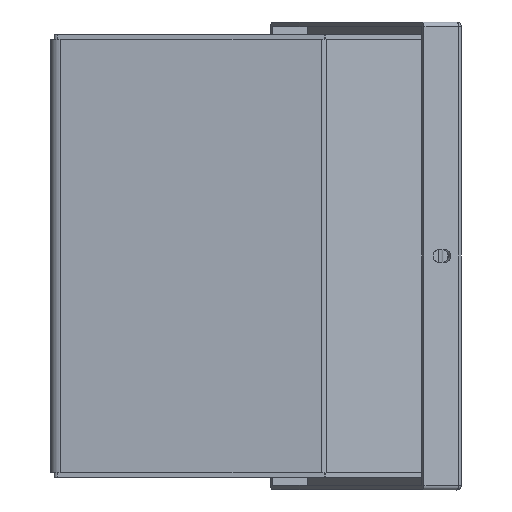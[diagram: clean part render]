
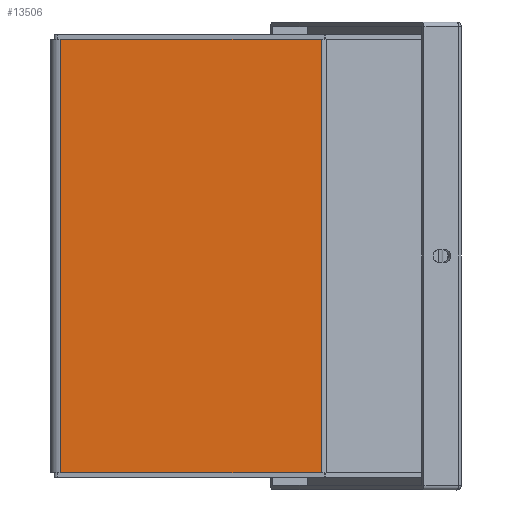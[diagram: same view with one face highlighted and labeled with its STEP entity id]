
A CAD part, left-side view. The second image highlights one B-rep face of the part: STEP entity #13506.
In plain terms, the highlighted face is planar.
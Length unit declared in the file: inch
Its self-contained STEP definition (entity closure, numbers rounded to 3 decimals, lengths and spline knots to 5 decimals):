
#92 = DIRECTION ( 'NONE',  ( 0., 1., 0. ) ) ;
#540 = LINE ( 'NONE', #24476, #24887 ) ;
#2317 = CARTESIAN_POINT ( 'NONE',  ( -5.44, -0.12, -3.53 ) ) ;
#2703 = VECTOR ( 'NONE', #25172, 39.37008 ) ;
#2820 = ORIENTED_EDGE ( 'NONE', *, *, #6415, .T. ) ;
#3105 = CARTESIAN_POINT ( 'NONE',  ( -5.38, 0., -3.53 ) ) ;
#3188 = CARTESIAN_POINT ( 'NONE',  ( 0., 3.23966, -3.53 ) ) ;
#5356 = CARTESIAN_POINT ( 'NONE',  ( 0., 0., -3.53 ) ) ;
#5700 = LINE ( 'NONE', #15352, #2703 ) ;
#5858 = VERTEX_POINT ( 'NONE', #25281 ) ;
#6415 = EDGE_CURVE ( 'NONE', #30502, #25574, #540, .T. ) ;
#6994 = VERTEX_POINT ( 'NONE', #5356 ) ;
#7543 = EDGE_CURVE ( 'NONE', #5858, #6994, #10958, .T. ) ;
#7557 = DIRECTION ( 'NONE',  ( 0., 0., -1. ) ) ;
#8598 = ORIENTED_EDGE ( 'NONE', *, *, #25021, .F. ) ;
#8738 = VECTOR ( 'NONE', #22983, 39.37008 ) ;
#9002 = CARTESIAN_POINT ( 'NONE',  ( -5.38, 3.23966, -3.53 ) ) ;
#10958 = LINE ( 'NONE', #3188, #8738 ) ;
#11134 = DIRECTION ( 'NONE',  ( 1., 0., 0. ) ) ;
#11600 = CARTESIAN_POINT ( 'NONE',  ( -5.38, 0., -3.53 ) ) ;
#12141 = PLANE ( 'NONE',  #21588 ) ;
#12306 = ORIENTED_EDGE ( 'NONE', *, *, #7543, .T. ) ;
#12926 = ORIENTED_EDGE ( 'NONE', *, *, #18600, .F. ) ;
#13506 = ADVANCED_FACE ( 'NONE', ( #19132 ), #12141, .T. ) ;
#15352 = CARTESIAN_POINT ( 'NONE',  ( 0., 3.23966, -3.53 ) ) ;
#16935 = VECTOR ( 'NONE', #11134, 39.37008 ) ;
#17182 = EDGE_LOOP ( 'NONE', ( #2820, #12926, #12306, #8598 ) ) ;
#18600 = EDGE_CURVE ( 'NONE', #5858, #25574, #5700, .T. ) ;
#19132 = FACE_OUTER_BOUND ( 'NONE', #17182, .T. ) ;
#19911 = DIRECTION ( 'NONE',  ( 0., 1., 0. ) ) ;
#20950 = LINE ( 'NONE', #11600, #16935 ) ;
#21588 = AXIS2_PLACEMENT_3D ( 'NONE', #2317, #7557, #92 ) ;
#22983 = DIRECTION ( 'NONE',  ( 0., -1., 0. ) ) ;
#24476 = CARTESIAN_POINT ( 'NONE',  ( -5.38, 0., -3.53 ) ) ;
#24887 = VECTOR ( 'NONE', #19911, 39.37008 ) ;
#25021 = EDGE_CURVE ( 'NONE', #30502, #6994, #20950, .T. ) ;
#25172 = DIRECTION ( 'NONE',  ( -1., 0., 0. ) ) ;
#25281 = CARTESIAN_POINT ( 'NONE',  ( 0., 3.23966, -3.53 ) ) ;
#25574 = VERTEX_POINT ( 'NONE', #9002 ) ;
#30502 = VERTEX_POINT ( 'NONE', #3105 ) ;
